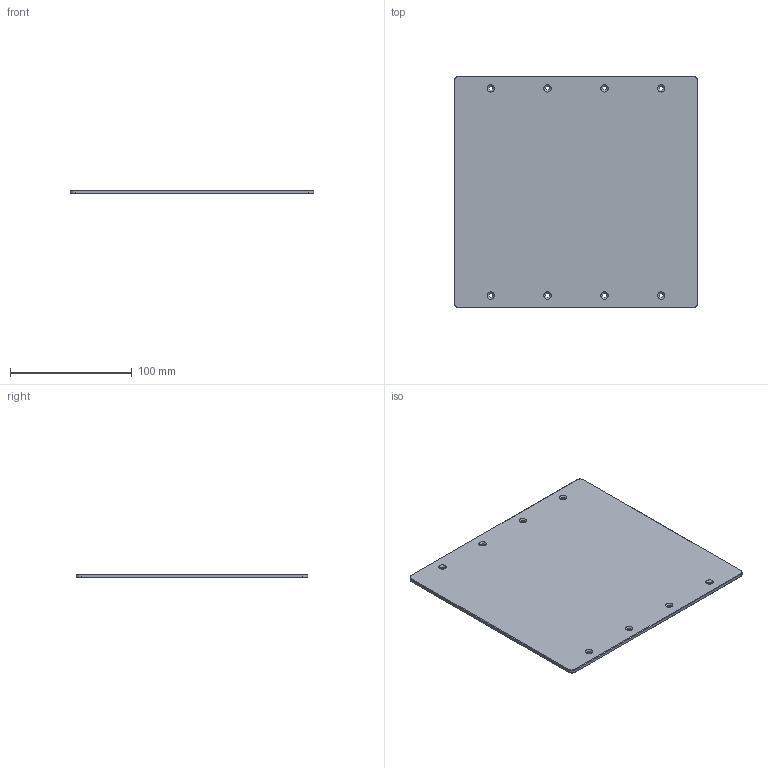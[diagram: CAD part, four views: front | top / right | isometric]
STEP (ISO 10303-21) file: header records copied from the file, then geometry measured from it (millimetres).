
FILE_DESCRIPTION(/* description */ (''),/* implementation_level */ '2;1');
FILE_NAME(/* name */ 'deck_panel_front_m3_countersunk_screws.step',/* time_stamp */ '2025-08-03T17:59:33-04:00',/* author */ (''),/* organization */ (''),/* preprocessor_version */ 'ST-DEVELOPER v20.1',/* originating_system */ 'Autodesk Translation Framework v14.10.0.0',/* authorisation */ '');
FILE_SCHEMA (('AUTOMOTIVE_DESIGN { 1 0 10303 214 3 1 1 }'));
Length unit declared in the file: millimetre
Products named in the file (1): deck_panel_front_m3_countersunk_screws
Bounding box: 200 x 190 x 3 mm (x, y, z)
Volume: 113519.3 mm3; surface area: 77974.5 mm2
Topology: 1 solids, 1 shells, 50 faces, 112 edges, 64 vertices
Faces by surface type: cone 24, plane 14, cylinder 12
Full cylindrical faces by diameter (mm): 3.4 x8
Entity records: 1433 total; most frequent: DIRECTION 262, CARTESIAN_POINT 227, ORIENTED_EDGE 224, EDGE_CURVE 112, AXIS2_PLACEMENT_3D 99, EDGE_LOOP 66, LINE 64, VECTOR 64
